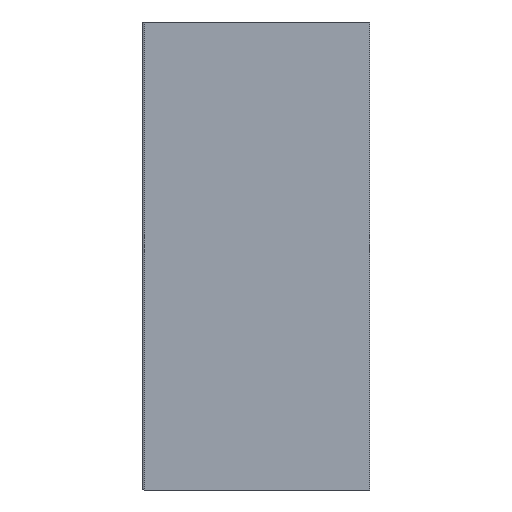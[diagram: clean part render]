
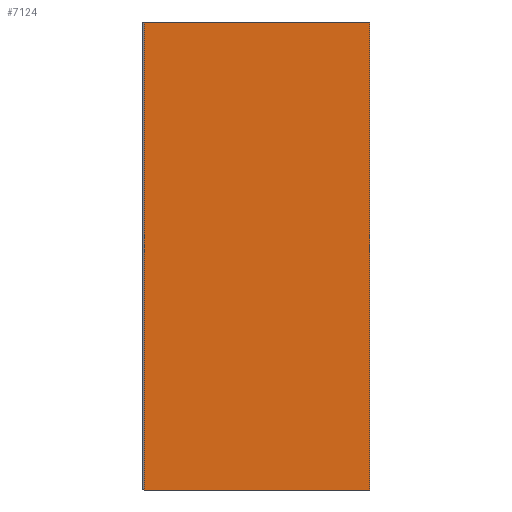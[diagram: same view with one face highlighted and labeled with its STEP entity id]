
A CAD part, left-side view. The second image highlights one B-rep face of the part: STEP entity #7124.
In plain terms, the highlighted planar face has unit normal (-1, 0, 0).
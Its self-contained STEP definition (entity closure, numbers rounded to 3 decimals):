
#804 = DIRECTION ( 'NONE',  ( 0., 0., -1. ) ) ;
#1182 = VECTOR ( 'NONE', #3935, 1000. ) ;
#1187 = EDGE_LOOP ( 'NONE', ( #10501, #8773, #8566, #12883 ) ) ;
#2724 = CARTESIAN_POINT ( 'NONE',  ( 0., -26., 0. ) ) ;
#3044 = VERTEX_POINT ( 'NONE', #9043 ) ;
#3871 = CARTESIAN_POINT ( 'NONE',  ( 0., -26., 0. ) ) ;
#3872 = PLANE ( 'NONE',  #12089 ) ;
#3935 = DIRECTION ( 'NONE',  ( 0., -1., 0. ) ) ;
#3938 = FACE_OUTER_BOUND ( 'NONE', #1187, .T. ) ;
#4511 = CARTESIAN_POINT ( 'NONE',  ( 0., -26., -280.17 ) ) ;
#4581 = LINE ( 'NONE', #4511, #8319 ) ;
#4722 = CARTESIAN_POINT ( 'NONE',  ( 0., -26., 0. ) ) ;
#4797 = EDGE_CURVE ( 'NONE', #3044, #5226, #7961, .T. ) ;
#5110 = LINE ( 'NONE', #8134, #10011 ) ;
#5226 = VERTEX_POINT ( 'NONE', #4722 ) ;
#5877 = EDGE_CURVE ( 'NONE', #5226, #11777, #6083, .T. ) ;
#6083 = LINE ( 'NONE', #3871, #7050 ) ;
#6122 = EDGE_CURVE ( 'NONE', #6625, #11777, #4581, .T. ) ;
#6326 = CARTESIAN_POINT ( 'NONE',  ( 0., -26., -280.17 ) ) ;
#6625 = VERTEX_POINT ( 'NONE', #10659 ) ;
#7050 = VECTOR ( 'NONE', #7964, 1000. ) ;
#7124 = ADVANCED_FACE ( 'NONE', ( #3938 ), #3872, .F. ) ;
#7739 = DIRECTION ( 'NONE',  ( 0., -1., 0. ) ) ;
#7961 = LINE ( 'NONE', #2724, #1182 ) ;
#7964 = DIRECTION ( 'NONE',  ( 0., 0., -1. ) ) ;
#7966 = DIRECTION ( 'NONE',  ( 1., 0., 0. ) ) ;
#8134 = CARTESIAN_POINT ( 'NONE',  ( 0., 109., 0. ) ) ;
#8319 = VECTOR ( 'NONE', #7739, 1000. ) ;
#8566 = ORIENTED_EDGE ( 'NONE', *, *, #4797, .F. ) ;
#8773 = ORIENTED_EDGE ( 'NONE', *, *, #5877, .F. ) ;
#9043 = CARTESIAN_POINT ( 'NONE',  ( 0., 109., 0. ) ) ;
#9166 = CARTESIAN_POINT ( 'NONE',  ( 0., -26., 0. ) ) ;
#10011 = VECTOR ( 'NONE', #804, 1000. ) ;
#10501 = ORIENTED_EDGE ( 'NONE', *, *, #6122, .T. ) ;
#10659 = CARTESIAN_POINT ( 'NONE',  ( 0., 109., -280.17 ) ) ;
#11777 = VERTEX_POINT ( 'NONE', #6326 ) ;
#12089 = AXIS2_PLACEMENT_3D ( 'NONE', #9166, #7966, #12110 ) ;
#12101 = EDGE_CURVE ( 'NONE', #3044, #6625, #5110, .T. ) ;
#12110 = DIRECTION ( 'NONE',  ( 0., 0., -1. ) ) ;
#12883 = ORIENTED_EDGE ( 'NONE', *, *, #12101, .T. ) ;
